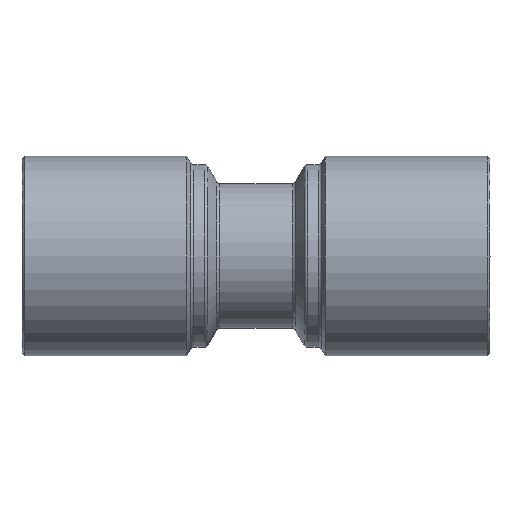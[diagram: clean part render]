
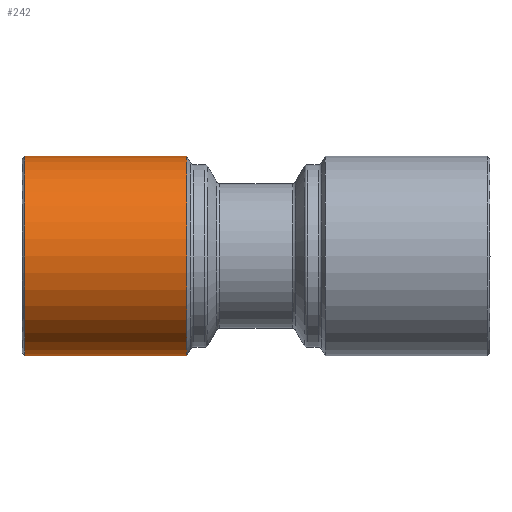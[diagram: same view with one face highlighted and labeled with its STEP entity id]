
A CAD part, left-side view. The second image highlights one B-rep face of the part: STEP entity #242.
In plain terms, the highlighted cylindrical face has radius 10.5 mm (diameter 21 mm), a full revolution.
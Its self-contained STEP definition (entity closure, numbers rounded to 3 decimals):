
#242 = ADVANCED_FACE( 'NONE', ( #770, #771 ), #772, .T. );
#770 = FACE_OUTER_BOUND( '', #3340, .T. );
#771 = FACE_OUTER_BOUND( '', #3341, .T. );
#772 = CYLINDRICAL_SURFACE( '', #3342, 10.5 );
#3340 = EDGE_LOOP( '', ( #6856 ) );
#3341 = EDGE_LOOP( '', ( #6857 ) );
#3342 = AXIS2_PLACEMENT_3D( '', #6858, #6859, #6860 );
#6856 = ORIENTED_EDGE( '', *, *, #8458, .T. );
#6857 = ORIENTED_EDGE( '', *, *, #8459, .T. );
#6858 = CARTESIAN_POINT( '', ( 0., 0., 0. ) );
#6859 = DIRECTION( '', ( 0., 1., 0. ) );
#6860 = DIRECTION( '', ( 0., 0., -1. ) );
#8458 = EDGE_CURVE( 'NONE', #9724, #9724, #9725, .T. );
#8459 = EDGE_CURVE( 'NONE', #9726, #9726, #9727, .T. );
#9724 = VERTEX_POINT( '', #14257 );
#9725 = CIRCLE( '', #14258, 10.5 );
#9726 = VERTEX_POINT( '', #14259 );
#9727 = CIRCLE( '', #14260, 10.5 );
#14257 = CARTESIAN_POINT( '', ( 0., 7.301, 10.5 ) );
#14258 = AXIS2_PLACEMENT_3D( '', #16019, #16020, #16021 );
#14259 = CARTESIAN_POINT( '', ( 0., 24.3, -10.5 ) );
#14260 = AXIS2_PLACEMENT_3D( '', #16022, #16023, #16024 );
#16019 = CARTESIAN_POINT( '', ( 0., 7.301, 0. ) );
#16020 = DIRECTION( '', ( 0., 1., 0. ) );
#16021 = DIRECTION( '', ( 0., 0., 1. ) );
#16022 = CARTESIAN_POINT( '', ( 0., 24.3, 0. ) );
#16023 = DIRECTION( '', ( 0., -1., 0. ) );
#16024 = DIRECTION( '', ( 0., 0., -1. ) );
